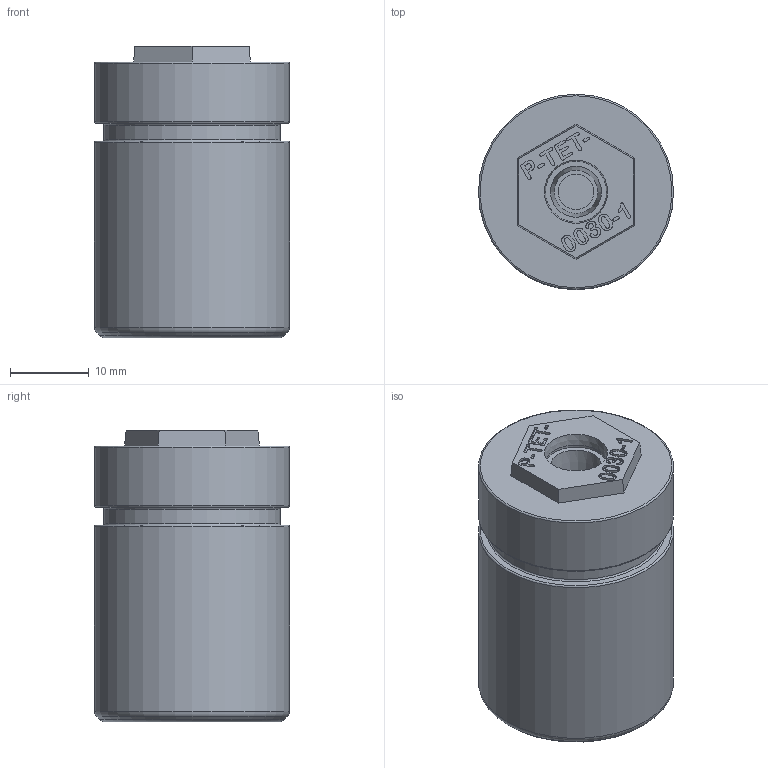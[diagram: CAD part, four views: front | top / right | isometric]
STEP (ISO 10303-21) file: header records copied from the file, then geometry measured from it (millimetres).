
FILE_DESCRIPTION(/* description */ (''),/* implementation_level */ '2;1');
FILE_NAME(/* name */ 'P-TET-000030-1_Tetra_valve_core.step',/* time_stamp */ '2020-08-31T13:12:19-04:00',/* author */ (''),/* organization */ (''),/* preprocessor_version */ 'ST-DEVELOPER v18.1',/* originating_system */ 'Autodesk Translation Framework v9.3.0.1241',/* authorisation */ '');
FILE_SCHEMA (('AUTOMOTIVE_DESIGN { 1 0 10303 214 3 1 1 }'));
Length unit declared in the file: millimetre
Products named in the file (1): P-TET-000030-1
Bounding box: 24.7 x 24.7 x 36.9 mm (x, y, z)
Volume: 10729.2 mm3; surface area: 5223.9 mm2
Topology: 1 solids, 1 shells, 312 faces, 853 edges, 566 vertices
Faces by surface type: bspline 227, plane 66, torus 9, cylinder 7, cone 3
Full cylindrical faces by diameter (mm): 4.5 x1, 5.5 x1, 7.725 x1, 19.7 x1, 22.3 x1, 24.7 x2
Entity records: 11991 total; most frequent: CARTESIAN_POINT 5591, ORIENTED_EDGE 1706, EDGE_CURVE 853, DIRECTION 610, VERTEX_POINT 566, B_SPLINE_CURVE_WITH_KNOTS 454, LINE 360, VECTOR 360
